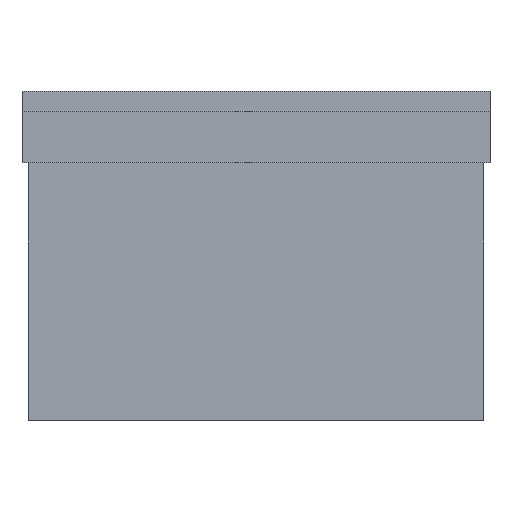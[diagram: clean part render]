
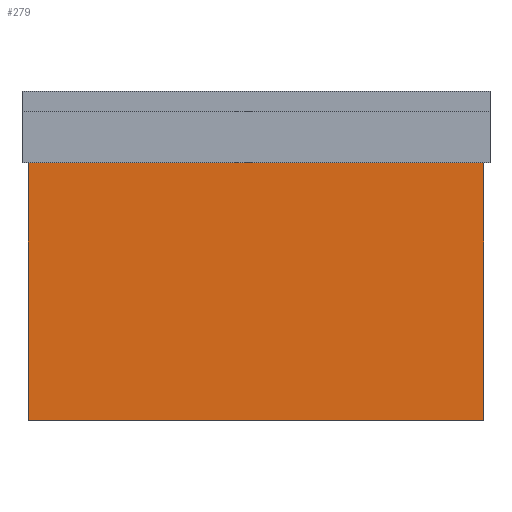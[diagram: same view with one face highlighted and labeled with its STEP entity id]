
A CAD part, front view. The second image highlights one B-rep face of the part: STEP entity #279.
In plain terms, the highlighted planar face has unit normal (0, -1, 0).
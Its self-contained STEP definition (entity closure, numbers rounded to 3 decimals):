
#64=ORIENTED_EDGE('',*,*,#117,.T.);
#65=ORIENTED_EDGE('',*,*,#121,.F.);
#66=ORIENTED_EDGE('',*,*,#122,.F.);
#67=ORIENTED_EDGE('',*,*,#118,.T.);
#117=EDGE_CURVE('',#145,#147,#177,.T.);
#118=EDGE_CURVE('',#148,#145,#178,.T.);
#121=EDGE_CURVE('',#150,#147,#181,.T.);
#122=EDGE_CURVE('',#148,#150,#182,.T.);
#145=VERTEX_POINT('',#430);
#147=VERTEX_POINT('',#434);
#148=VERTEX_POINT('',#438);
#150=VERTEX_POINT('',#444);
#177=LINE('',#435,#213);
#178=LINE('',#437,#214);
#181=LINE('',#443,#217);
#182=LINE('',#445,#218);
#213=VECTOR('',#355,1000.);
#214=VECTOR('',#358,1000.);
#217=VECTOR('',#363,1000.);
#218=VECTOR('',#364,1000.);
#233=EDGE_LOOP('',(#64,#65,#66,#67));
#249=FACE_BOUND('',#233,.T.);
#264=PLANE('',#307);
#279=ADVANCED_FACE('',(#249),#264,.F.);
#307=AXIS2_PLACEMENT_3D('',#442,#361,#362);
#355=DIRECTION('',(-1.,0.,0.));
#358=DIRECTION('',(0.,0.,1.));
#361=DIRECTION('',(0.,1.,0.));
#362=DIRECTION('',(-1.,0.,0.));
#363=DIRECTION('',(0.,0.,1.));
#364=DIRECTION('',(-1.,0.,0.));
#430=CARTESIAN_POINT('',(124.5,-10.,-28.));
#434=CARTESIAN_POINT('',(-124.5,-10.,-28.));
#435=CARTESIAN_POINT('',(124.5,-10.,-28.));
#437=CARTESIAN_POINT('',(124.5,-10.,-169.));
#438=CARTESIAN_POINT('',(124.5,-10.,-169.));
#442=CARTESIAN_POINT('',(124.5,-10.,-169.));
#443=CARTESIAN_POINT('',(-124.5,-10.,-169.));
#444=CARTESIAN_POINT('',(-124.5,-10.,-169.));
#445=CARTESIAN_POINT('',(124.5,-10.,-169.));
